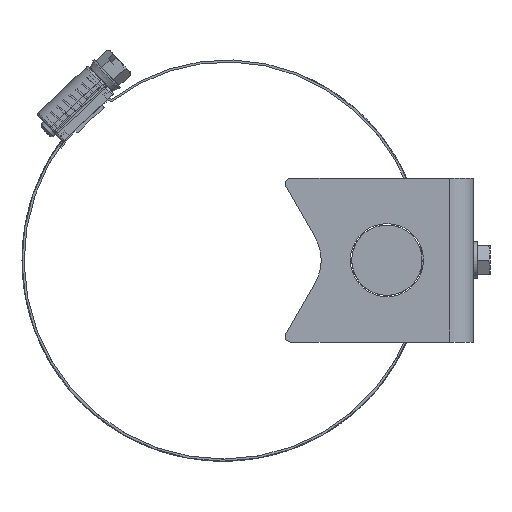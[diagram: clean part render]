
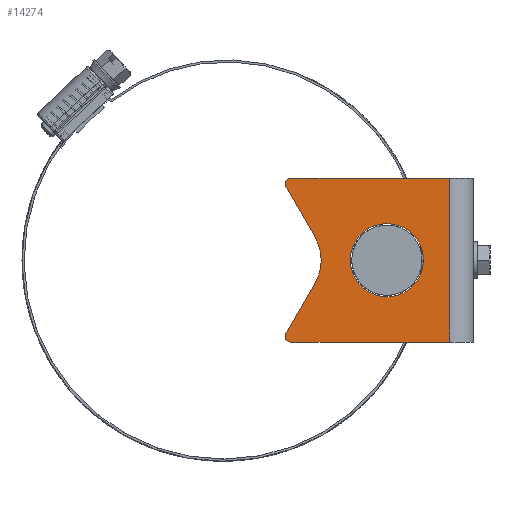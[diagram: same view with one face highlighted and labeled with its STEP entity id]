
A CAD part, left-side view. The second image highlights one B-rep face of the part: STEP entity #14274.
In plain terms, the highlighted planar face has unit normal (-1, 0, 0).
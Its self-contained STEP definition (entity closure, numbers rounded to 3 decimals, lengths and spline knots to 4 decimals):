
#401=LINE('',#23063,#1267);
#406=LINE('',#23081,#1272);
#411=LINE('',#23090,#1277);
#412=LINE('',#23097,#1278);
#414=LINE('',#23103,#1280);
#1267=VECTOR('',#16242,0.3937);
#1272=VECTOR('',#16261,0.3937);
#1277=VECTOR('',#16270,0.3937);
#1278=VECTOR('',#16281,0.3937);
#1280=VECTOR('',#16289,0.3937);
#2178=FACE_BOUND('',#3624,.T.);
#2442=PLANE('',#15130);
#2850=FACE_OUTER_BOUND('',#3623,.T.);
#3623=EDGE_LOOP('',(#10138,#10139,#10140,#10141,#10142,#10143,#10144,#10145));
#3624=EDGE_LOOP('',(#10146));
#4571=CIRCLE('',#15092,0.39);
#4583=CIRCLE('',#15111,0.06);
#4585=CIRCLE('',#15117,0.5);
#4589=CIRCLE('',#15126,0.06);
#6009=VERTEX_POINT('',#22993);
#6032=VERTEX_POINT('',#23051);
#6033=VERTEX_POINT('',#23053);
#6035=VERTEX_POINT('',#23061);
#6037=VERTEX_POINT('',#23069);
#6040=VERTEX_POINT('',#23078);
#6041=VERTEX_POINT('',#23080);
#6043=VERTEX_POINT('',#23088);
#6044=VERTEX_POINT('',#23096);
#7615=EDGE_CURVE('',#6009,#6009,#4571,.T.);
#7644=EDGE_CURVE('',#6032,#6033,#4583,.T.);
#7649=EDGE_CURVE('',#6032,#6035,#401,.T.);
#7653=EDGE_CURVE('',#6035,#6037,#4585,.T.);
#7658=EDGE_CURVE('',#6041,#6040,#406,.T.);
#7663=EDGE_CURVE('',#6037,#6043,#411,.T.);
#7665=EDGE_CURVE('',#6041,#6043,#4589,.T.);
#7666=EDGE_CURVE('',#6044,#6033,#412,.T.);
#7670=EDGE_CURVE('',#6044,#6040,#414,.T.);
#10138=ORIENTED_EDGE('',*,*,#7644,.F.);
#10139=ORIENTED_EDGE('',*,*,#7649,.T.);
#10140=ORIENTED_EDGE('',*,*,#7653,.T.);
#10141=ORIENTED_EDGE('',*,*,#7663,.T.);
#10142=ORIENTED_EDGE('',*,*,#7665,.F.);
#10143=ORIENTED_EDGE('',*,*,#7658,.T.);
#10144=ORIENTED_EDGE('',*,*,#7670,.F.);
#10145=ORIENTED_EDGE('',*,*,#7666,.T.);
#10146=ORIENTED_EDGE('',*,*,#7615,.T.);
#14274=ADVANCED_FACE('',(#2850,#2178),#2442,.T.);
#15092=AXIS2_PLACEMENT_3D('',#22994,#16177,#16178);
#15111=AXIS2_PLACEMENT_3D('',#23054,#16232,#16233);
#15117=AXIS2_PLACEMENT_3D('',#23071,#16251,#16252);
#15126=AXIS2_PLACEMENT_3D('',#23094,#16277,#16278);
#15130=AXIS2_PLACEMENT_3D('',#23102,#16287,#16288);
#16177=DIRECTION('center_axis',(1.,0.,0.));
#16178=DIRECTION('ref_axis',(0.,0.,
1.));
#16232=DIRECTION('center_axis',(1.,0.,0.));
#16233=DIRECTION('ref_axis',(0.,0.866,0.5));
#16242=DIRECTION('',(0.,-0.5,-0.866));
#16251=DIRECTION('center_axis',(1.,0.,0.));
#16252=DIRECTION('ref_axis',(0.,0.866,0.5));
#16261=DIRECTION('',(0.,-1.,0.));
#16270=DIRECTION('',(0.,0.5,-0.866));
#16277=DIRECTION('center_axis',(1.,0.,0.));
#16278=DIRECTION('ref_axis',(0.,0.866,-0.5));
#16281=DIRECTION('',(0.,1.,0.));
#16287=DIRECTION('center_axis',(-1.,0.,0.));
#16288=DIRECTION('ref_axis',(0.,0.,1.));
#16289=DIRECTION('',(0.,0.,-1.));
#22993=CARTESIAN_POINT('',(11.1983,0.,0.39));
#22994=CARTESIAN_POINT('Origin',(11.1983,0.,
0.));
#23051=CARTESIAN_POINT('',(11.1983,1.078,0.785));
#23053=CARTESIAN_POINT('',(11.1983,1.0261,0.875));
#23054=CARTESIAN_POINT('Origin',(11.1983,1.0261,0.815));
#23061=CARTESIAN_POINT('',(11.1983,0.7692,0.25));
#23063=CARTESIAN_POINT('',(11.1983,1.13,0.875));
#23069=CARTESIAN_POINT('',(11.1983,0.7692,-0.25));
#23071=CARTESIAN_POINT('Origin',(11.1983,1.2022,0.));
#23078=CARTESIAN_POINT('',(11.1983,-0.67,-0.875));
#23080=CARTESIAN_POINT('',(11.1983,1.0261,-0.875));
#23081=CARTESIAN_POINT('',(11.1983,1.13,-0.875));
#23088=CARTESIAN_POINT('',(11.1983,1.078,-0.785));
#23090=CARTESIAN_POINT('',(11.1983,0.7692,-0.25));
#23094=CARTESIAN_POINT('Origin',(11.1983,1.0261,-0.815));
#23096=CARTESIAN_POINT('',(11.1983,-0.67,0.875));
#23097=CARTESIAN_POINT('',(11.1983,-0.92,0.875));
#23102=CARTESIAN_POINT('Origin',(11.1983,0.0619,0.));
#23103=CARTESIAN_POINT('',(11.1983,-0.67,-0.4375));
